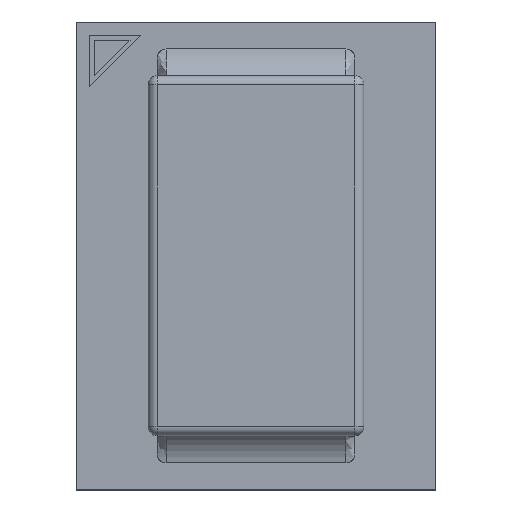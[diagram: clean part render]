
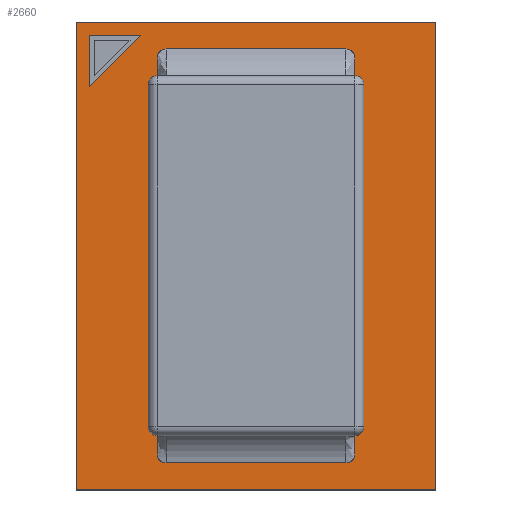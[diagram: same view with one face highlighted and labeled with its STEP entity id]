
A CAD part, top view. The second image highlights one B-rep face of the part: STEP entity #2660.
In plain terms, the highlighted face is planar.
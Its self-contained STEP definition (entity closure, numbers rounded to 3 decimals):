
#2024=DIRECTION('',(0.,0.,1.));
#2025=VECTOR('',#2024,2.6);
#2026=CARTESIAN_POINT('',(-1.,0.03,-1.3));
#2027=LINE('',#2026,#2025);
#2031=DIRECTION('',(-1.,0.,0.));
#2032=VECTOR('',#2031,2.);
#2033=CARTESIAN_POINT('',(1.,0.03,-1.3));
#2034=LINE('',#2033,#2032);
#2038=DIRECTION('',(0.,0.,-1.));
#2039=VECTOR('',#2038,2.6);
#2040=CARTESIAN_POINT('',(1.,0.03,1.3));
#2041=LINE('',#2040,#2039);
#2045=DIRECTION('',(1.,0.,0.));
#2046=VECTOR('',#2045,2.);
#2047=CARTESIAN_POINT('',(-1.,0.03,1.3));
#2048=LINE('',#2047,#2046);
#2052=DIRECTION('',(0.,0.,1.));
#2053=VECTOR('',#2052,0.6);
#2054=CARTESIAN_POINT('',(-0.55,0.03,-1.1));
#2055=LINE('',#2054,#2053);
#2059=DIRECTION('',(1.,0.,0.));
#2060=VECTOR('',#2059,1.);
#2061=CARTESIAN_POINT('',(-0.5,0.03,-0.45));
#2062=LINE('',#2061,#2060);
#2066=DIRECTION('',(0.,0.,-1.));
#2067=VECTOR('',#2066,0.6);
#2068=CARTESIAN_POINT('',(0.55,0.03,-0.5));
#2069=LINE('',#2068,#2067);
#2073=DIRECTION('',(-1.,0.,0.));
#2074=VECTOR('',#2073,1.);
#2075=CARTESIAN_POINT('',(0.5,0.03,-1.15));
#2076=LINE('',#2075,#2074);
#2080=DIRECTION('',(0.,0.,1.));
#2081=VECTOR('',#2080,0.6);
#2082=CARTESIAN_POINT('',(0.55,0.03,0.5));
#2083=LINE('',#2082,#2081);
#2087=DIRECTION('',(1.,0.,0.));
#2088=VECTOR('',#2087,1.);
#2089=CARTESIAN_POINT('',(-0.5,0.03,0.45));
#2090=LINE('',#2089,#2088);
#2094=DIRECTION('',(0.,0.,-1.));
#2095=VECTOR('',#2094,0.6);
#2096=CARTESIAN_POINT('',(-0.55,0.03,1.1));
#2097=LINE('',#2096,#2095);
#2101=DIRECTION('',(-1.,0.,0.));
#2102=VECTOR('',#2101,1.);
#2103=CARTESIAN_POINT('',(0.5,0.03,1.15));
#2104=LINE('',#2103,#2102);
#2108=DIRECTION('',(-1.,0.,0.));
#2109=VECTOR('',#2108,0.285);
#2110=CARTESIAN_POINT('',(-0.64,0.03,-1.225));
#2111=LINE('',#2110,#2109);
#2115=DIRECTION('',(0.,0.,1.));
#2116=VECTOR('',#2115,0.285);
#2117=CARTESIAN_POINT('',(-0.925,0.03,-1.225));
#2118=LINE('',#2117,#2116);
#2136=CARTESIAN_POINT('',(-0.5,0.03,-1.1));
#2137=DIRECTION('',(0.,-1.,0.));
#2138=DIRECTION('',(-1.,0.,0.));
#2139=AXIS2_PLACEMENT_3D('',#2136,#2137,#2138);
#2166=CARTESIAN_POINT('',(0.5,0.03,-1.1));
#2167=DIRECTION('',(0.,-1.,0.));
#2168=DIRECTION('',(0.,0.,-1.));
#2169=AXIS2_PLACEMENT_3D('',#2166,#2167,#2168);
#2196=CARTESIAN_POINT('',(0.5,0.03,-0.5));
#2197=DIRECTION('',(0.,-1.,0.));
#2198=DIRECTION('',(1.,0.,0.));
#2199=AXIS2_PLACEMENT_3D('',#2196,#2197,#2198);
#2226=CARTESIAN_POINT('',(-0.5,0.03,-0.5));
#2227=DIRECTION('',(0.,-1.,0.));
#2228=DIRECTION('',(0.,0.,1.));
#2229=AXIS2_PLACEMENT_3D('',#2226,#2227,#2228);
#2264=CARTESIAN_POINT('',(0.5,0.03,0.5));
#2265=DIRECTION('',(0.,-1.,0.));
#2266=DIRECTION('',(0.,0.,-1.));
#2267=AXIS2_PLACEMENT_3D('',#2264,#2265,#2266);
#2294=CARTESIAN_POINT('',(-0.5,0.03,0.5));
#2295=DIRECTION('',(0.,-1.,0.));
#2296=DIRECTION('',(-1.,0.,0.));
#2297=AXIS2_PLACEMENT_3D('',#2294,#2295,#2296);
#2324=CARTESIAN_POINT('',(-0.5,0.03,1.1));
#2325=DIRECTION('',(0.,-1.,0.));
#2326=DIRECTION('',(0.,0.,1.));
#2327=AXIS2_PLACEMENT_3D('',#2324,#2325,#2326);
#2354=CARTESIAN_POINT('',(0.5,0.03,1.1));
#2355=DIRECTION('',(0.,-1.,0.));
#2356=DIRECTION('',(1.,0.,0.));
#2357=AXIS2_PLACEMENT_3D('',#2354,#2355,#2356);
#2362=DIRECTION('',(-0.707,0.,0.707));
#2363=VECTOR('',#2362,0.403);
#2364=CARTESIAN_POINT('',(-0.64,0.03,-1.225));
#2365=LINE('',#2364,#2363);
#2405=CARTESIAN_POINT('',(-1.,0.03,-1.3));
#2406=CARTESIAN_POINT('',(-1.,0.03,1.3));
#2407=VERTEX_POINT('',#2405);
#2408=VERTEX_POINT('',#2406);
#2409=CARTESIAN_POINT('',(1.,0.03,1.3));
#2410=VERTEX_POINT('',#2409);
#2411=CARTESIAN_POINT('',(1.,0.03,-1.3));
#2412=VERTEX_POINT('',#2411);
#2413=CARTESIAN_POINT('',(-0.55,0.03,-1.1));
#2415=VERTEX_POINT('',#2413);
#2417=CARTESIAN_POINT('',(-0.5,0.03,-1.15));
#2419=VERTEX_POINT('',#2417);
#2421=CARTESIAN_POINT('',(-0.5,0.03,-0.45));
#2423=VERTEX_POINT('',#2421);
#2425=CARTESIAN_POINT('',(-0.55,0.03,-0.5));
#2427=VERTEX_POINT('',#2425);
#2429=CARTESIAN_POINT('',(0.55,0.03,-0.5));
#2431=VERTEX_POINT('',#2429);
#2433=CARTESIAN_POINT('',(0.5,0.03,-0.45));
#2435=VERTEX_POINT('',#2433);
#2437=CARTESIAN_POINT('',(0.5,0.03,-1.15));
#2439=VERTEX_POINT('',#2437);
#2441=CARTESIAN_POINT('',(0.55,0.03,-1.1));
#2443=VERTEX_POINT('',#2441);
#2446=CARTESIAN_POINT('',(0.55,0.03,0.5));
#2448=VERTEX_POINT('',#2446);
#2450=CARTESIAN_POINT('',(0.5,0.03,0.45));
#2452=VERTEX_POINT('',#2450);
#2454=CARTESIAN_POINT('',(-0.5,0.03,0.45));
#2456=VERTEX_POINT('',#2454);
#2458=CARTESIAN_POINT('',(-0.55,0.03,0.5));
#2460=VERTEX_POINT('',#2458);
#2462=CARTESIAN_POINT('',(-0.55,0.03,1.1));
#2464=VERTEX_POINT('',#2462);
#2466=CARTESIAN_POINT('',(-0.5,0.03,1.15));
#2468=VERTEX_POINT('',#2466);
#2470=CARTESIAN_POINT('',(0.5,0.03,1.15));
#2472=VERTEX_POINT('',#2470);
#2474=CARTESIAN_POINT('',(0.55,0.03,1.1));
#2476=VERTEX_POINT('',#2474);
#2483=CARTESIAN_POINT('',(-0.64,0.03,-1.225));
#2484=CARTESIAN_POINT('',(-0.925,0.03,-1.225));
#2485=VERTEX_POINT('',#2483);
#2486=VERTEX_POINT('',#2484);
#2487=CARTESIAN_POINT('',(-0.925,0.03,-0.94));
#2488=VERTEX_POINT('',#2487);
#2605=CARTESIAN_POINT('',(0.,0.03,0.));
#2606=DIRECTION('',(0.,1.,0.));
#2607=DIRECTION('',(1.,0.,0.));
#2608=AXIS2_PLACEMENT_3D('',#2605,#2606,#2607);
#2609=PLANE('',#2608);
#2610=ORIENTED_EDGE('',*,*,#2557,.F.);
#2611=ORIENTED_EDGE('',*,*,#2572,.F.);
#2612=ORIENTED_EDGE('',*,*,#2586,.F.);
#2613=ORIENTED_EDGE('',*,*,#2599,.F.);
#2614=EDGE_LOOP('',(#2610,#2611,#2612,#2613));
#2615=FACE_OUTER_BOUND('',#2614,.F.);
#2617=ORIENTED_EDGE('',*,*,#2616,.T.);
#2619=ORIENTED_EDGE('',*,*,#2618,.F.);
#2621=ORIENTED_EDGE('',*,*,#2620,.T.);
#2623=ORIENTED_EDGE('',*,*,#2622,.F.);
#2625=ORIENTED_EDGE('',*,*,#2624,.T.);
#2627=ORIENTED_EDGE('',*,*,#2626,.F.);
#2629=ORIENTED_EDGE('',*,*,#2628,.T.);
#2631=ORIENTED_EDGE('',*,*,#2630,.F.);
#2632=EDGE_LOOP('',(#2617,#2619,#2621,#2623,#2625,#2627,#2629,#2631));
#2633=FACE_BOUND('',#2632,.F.);
#2635=ORIENTED_EDGE('',*,*,#2634,.F.);
#2637=ORIENTED_EDGE('',*,*,#2636,.F.);
#2639=ORIENTED_EDGE('',*,*,#2638,.F.);
#2641=ORIENTED_EDGE('',*,*,#2640,.F.);
#2643=ORIENTED_EDGE('',*,*,#2642,.F.);
#2645=ORIENTED_EDGE('',*,*,#2644,.F.);
#2647=ORIENTED_EDGE('',*,*,#2646,.F.);
#2649=ORIENTED_EDGE('',*,*,#2648,.F.);
#2650=EDGE_LOOP('',(#2635,#2637,#2639,#2641,#2643,#2645,#2647,#2649));
#2651=FACE_BOUND('',#2650,.F.);
#2653=ORIENTED_EDGE('',*,*,#2652,.F.);
#2655=ORIENTED_EDGE('',*,*,#2654,.T.);
#2657=ORIENTED_EDGE('',*,*,#2656,.T.);
#2658=EDGE_LOOP('',(#2653,#2655,#2657));
#2659=FACE_BOUND('',#2658,.F.);
#2660=ADVANCED_FACE('',(#2615,#2633,#2651,#2659),#2609,.T.);
#2140=CIRCLE('',#2139,0.05);
#2170=CIRCLE('',#2169,0.05);
#2200=CIRCLE('',#2199,0.05);
#2230=CIRCLE('',#2229,0.05);
#2268=CIRCLE('',#2267,0.05);
#2298=CIRCLE('',#2297,0.05);
#2328=CIRCLE('',#2327,0.05);
#2358=CIRCLE('',#2357,0.05);
#2557=EDGE_CURVE('',#2407,#2408,#2027,.T.);
#2572=EDGE_CURVE('',#2412,#2407,#2034,.T.);
#2586=EDGE_CURVE('',#2410,#2412,#2041,.T.);
#2599=EDGE_CURVE('',#2408,#2410,#2048,.T.);
#2616=EDGE_CURVE('',#2415,#2427,#2055,.T.);
#2618=EDGE_CURVE('',#2423,#2427,#2230,.T.);
#2620=EDGE_CURVE('',#2423,#2435,#2062,.T.);
#2622=EDGE_CURVE('',#2431,#2435,#2200,.T.);
#2624=EDGE_CURVE('',#2431,#2443,#2069,.T.);
#2626=EDGE_CURVE('',#2439,#2443,#2170,.T.);
#2628=EDGE_CURVE('',#2439,#2419,#2076,.T.);
#2630=EDGE_CURVE('',#2415,#2419,#2140,.T.);
#2634=EDGE_CURVE('',#2448,#2476,#2083,.T.);
#2636=EDGE_CURVE('',#2452,#2448,#2268,.T.);
#2638=EDGE_CURVE('',#2456,#2452,#2090,.T.);
#2640=EDGE_CURVE('',#2460,#2456,#2298,.T.);
#2642=EDGE_CURVE('',#2464,#2460,#2097,.T.);
#2644=EDGE_CURVE('',#2468,#2464,#2328,.T.);
#2646=EDGE_CURVE('',#2472,#2468,#2104,.T.);
#2648=EDGE_CURVE('',#2476,#2472,#2358,.T.);
#2652=EDGE_CURVE('',#2485,#2488,#2365,.T.);
#2654=EDGE_CURVE('',#2485,#2486,#2111,.T.);
#2656=EDGE_CURVE('',#2486,#2488,#2118,.T.);
